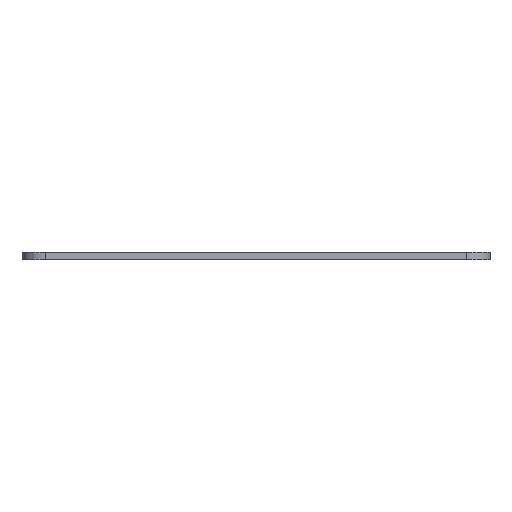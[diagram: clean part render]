
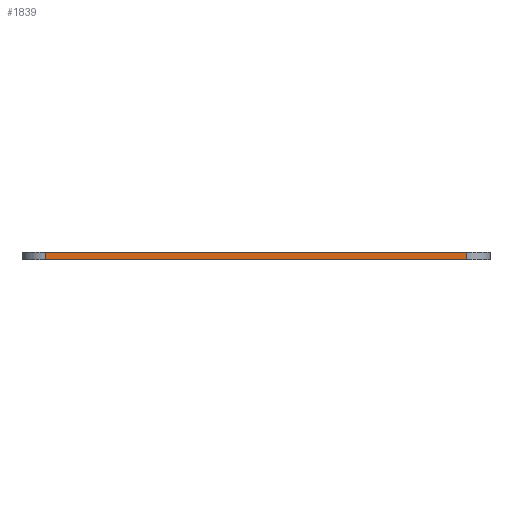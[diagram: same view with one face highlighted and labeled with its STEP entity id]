
A CAD part, front view. The second image highlights one B-rep face of the part: STEP entity #1839.
In plain terms, the highlighted planar face has unit normal (0, -1, 0).
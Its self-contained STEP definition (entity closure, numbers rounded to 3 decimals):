
#48=PLANE('',#1994);
#101=FACE_OUTER_BOUND('',#210,.T.);
#210=EDGE_LOOP('',(#1349,#1350,#1351,#1352));
#319=LINE('',#2699,#507);
#368=LINE('',#2883,#556);
#369=LINE('',#2887,#557);
#370=LINE('',#2888,#558);
#507=VECTOR('',#2143,10.);
#556=VECTOR('',#2284,10.);
#557=VECTOR('',#2289,10.);
#558=VECTOR('',#2290,10.);
#784=VERTEX_POINT('',#2696);
#785=VERTEX_POINT('',#2698);
#874=VERTEX_POINT('',#2882);
#875=VERTEX_POINT('',#2886);
#970=EDGE_CURVE('',#784,#785,#319,.T.);
#1062=EDGE_CURVE('',#785,#874,#368,.T.);
#1064=EDGE_CURVE('',#875,#784,#369,.T.);
#1065=EDGE_CURVE('',#874,#875,#370,.T.);
#1349=ORIENTED_EDGE('',*,*,#1062,.F.);
#1350=ORIENTED_EDGE('',*,*,#970,.F.);
#1351=ORIENTED_EDGE('',*,*,#1064,.F.);
#1352=ORIENTED_EDGE('',*,*,#1065,.F.);
#1839=ADVANCED_FACE('',(#101),#48,.T.);
#1994=AXIS2_PLACEMENT_3D('',#2885,#2287,#2288);
#2143=DIRECTION('',(1.,0.,0.));
#2284=DIRECTION('',(0.,0.,-1.));
#2287=DIRECTION('center_axis',(0.,-1.,0.));
#2288=DIRECTION('ref_axis',(1.,0.,0.));
#2289=DIRECTION('',(0.,0.,1.));
#2290=DIRECTION('',(-1.,0.,0.));
#2696=CARTESIAN_POINT('',(-5.562,-99.366,14.5));
#2698=CARTESIAN_POINT('',(84.438,-99.366,14.5));
#2699=CARTESIAN_POINT('',(89.438,-99.366,14.5));
#2882=CARTESIAN_POINT('',(84.438,-99.366,13.));
#2883=CARTESIAN_POINT('',(84.438,-99.366,13.));
#2885=CARTESIAN_POINT('Origin',(-10.562,-99.366,13.));
#2886=CARTESIAN_POINT('',(-5.562,-99.366,13.));
#2887=CARTESIAN_POINT('',(-5.562,-99.366,13.));
#2888=CARTESIAN_POINT('',(89.438,-99.366,13.));
